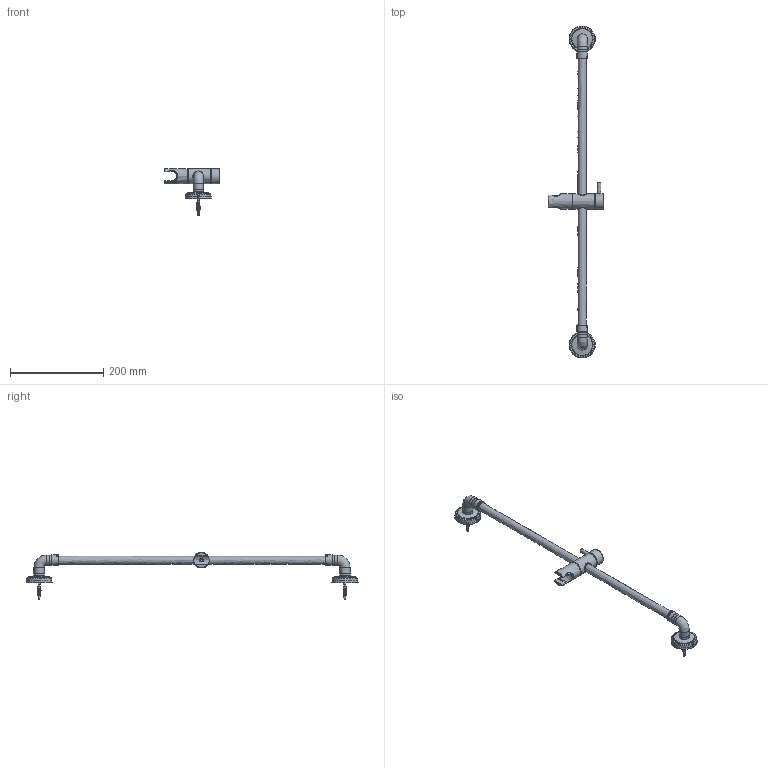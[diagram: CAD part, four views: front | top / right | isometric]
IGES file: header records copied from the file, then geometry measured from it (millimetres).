
Global section: file name: T170; native system: Autodesk Inventor 2020; preprocessor: unknown; author: adaniels; date: 20190924.153226; units: millimetre
Bounding box: 119.1 x 710.8 x 100.47 mm (x, y, z)
Volume: 183531.2 mm3; surface area: 128968.7 mm2
Topology: 19 solids, 19 shells, 723 faces, 2079 edges, 1417 vertices
Faces by surface type: bspline 723
